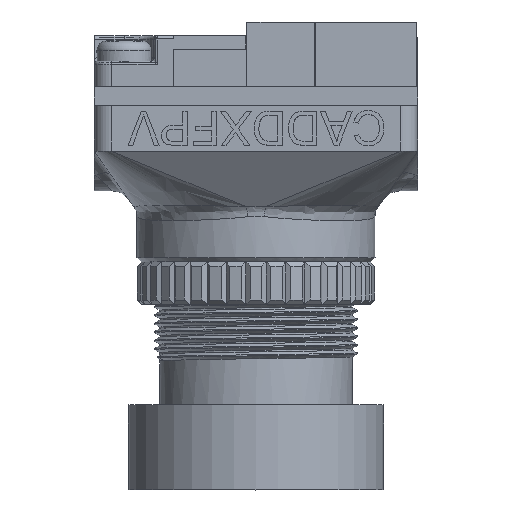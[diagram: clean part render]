
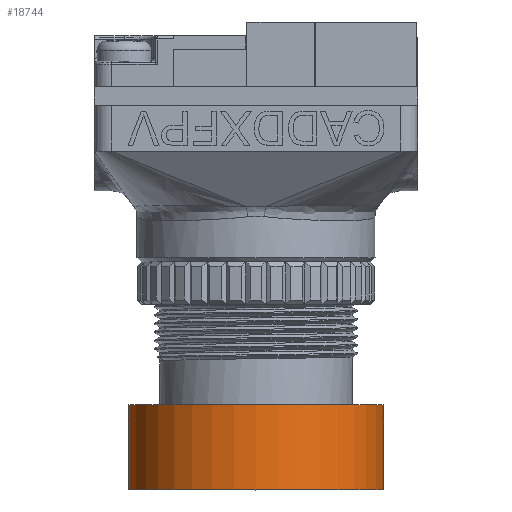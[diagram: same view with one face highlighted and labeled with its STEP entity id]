
A CAD part, top view. The second image highlights one B-rep face of the part: STEP entity #18744.
In plain terms, the highlighted cylindrical face has radius 7.5 mm (diameter 15 mm), a full revolution.
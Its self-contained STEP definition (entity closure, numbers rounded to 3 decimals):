
#365=CIRCLE('',#20010,7.5);
#366=CIRCLE('',#20012,7.5);
#967=CYLINDRICAL_SURFACE('',#20011,7.5);
#1148=FACE_OUTER_BOUND('',#2353,.T.);
#2353=EDGE_LOOP('',(#12319,#12320,#12321,#12322));
#3567=LINE('',#30417,#5634);
#5634=VECTOR('',#21648,7.5);
#7751=VERTEX_POINT('',#30412);
#7752=VERTEX_POINT('',#30415);
#9437=EDGE_CURVE('',#7751,#7751,#365,.T.);
#9438=EDGE_CURVE('',#7752,#7752,#366,.T.);
#9439=EDGE_CURVE('',#7752,#7751,#3567,.T.);
#12319=ORIENTED_EDGE('',*,*,#9438,.F.);
#12320=ORIENTED_EDGE('',*,*,#9439,.T.);
#12321=ORIENTED_EDGE('',*,*,#9437,.T.);
#12322=ORIENTED_EDGE('',*,*,#9439,.F.);
#18744=ADVANCED_FACE('',(#1148),#967,.T.);
#20010=AXIS2_PLACEMENT_3D('',#30413,#21642,#21643);
#20011=AXIS2_PLACEMENT_3D('',#30414,#21644,#21645);
#20012=AXIS2_PLACEMENT_3D('',#30416,#21646,#21647);
#21642=DIRECTION('center_axis',(0.,-1.,0.));
#21643=DIRECTION('ref_axis',(1.,0.,0.));
#21644=DIRECTION('center_axis',(0.,-1.,0.));
#21645=DIRECTION('ref_axis',(1.,0.,0.));
#21646=DIRECTION('center_axis',(0.,-1.,0.));
#21647=DIRECTION('ref_axis',(1.,0.,0.));
#21648=DIRECTION('',(0.,1.,0.));
#30412=CARTESIAN_POINT('',(-7.5,-14.9,0.));
#30413=CARTESIAN_POINT('Origin',(0.,-14.9,0.));
#30414=CARTESIAN_POINT('Origin',(0.,-14.9,0.));
#30415=CARTESIAN_POINT('',(-7.5,-19.9,0.));
#30416=CARTESIAN_POINT('Origin',(0.,-19.9,0.));
#30417=CARTESIAN_POINT('',(-7.5,-14.9,0.));
